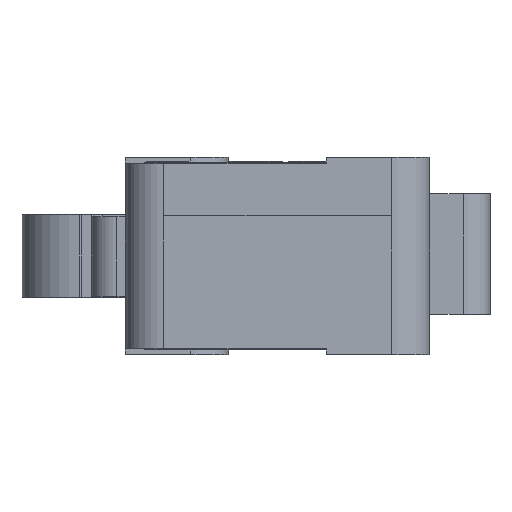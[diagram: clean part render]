
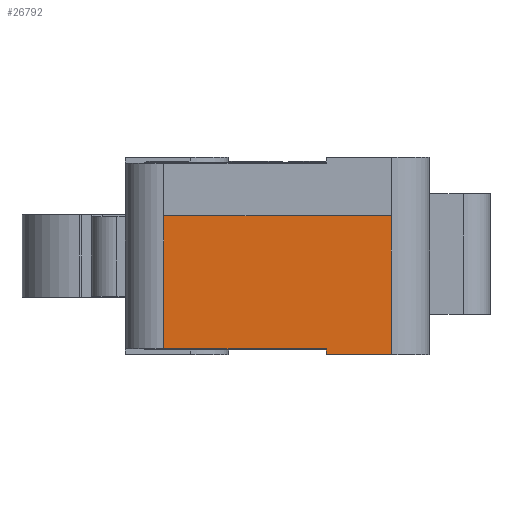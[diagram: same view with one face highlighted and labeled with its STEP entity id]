
A CAD part, left-side view. The second image highlights one B-rep face of the part: STEP entity #26792.
In plain terms, the highlighted planar face has unit normal (-1, 0, 0).
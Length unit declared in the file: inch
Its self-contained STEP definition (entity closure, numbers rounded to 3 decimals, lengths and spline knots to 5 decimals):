
#17091=CARTESIAN_POINT('',(-1.1378,0.25295,0.28543));
#17092=VERTEX_POINT('',#17091);
#17117=CARTESIAN_POINT('',(-1.1378,0.25295,0.01181));
#17118=VERTEX_POINT('',#17117);
#17126=CARTESIAN_POINT('',(-1.1378,0.25295,0.01181));
#17127=DIRECTION('',(0.0,0.0,1.0));
#17128=VECTOR('',#17127,0.27362);
#17129=LINE('',#17126,#17128);
#17130=EDGE_CURVE('',#17118,#17092,#17129,.T.);
#17162=CARTESIAN_POINT('',(-1.1378,-0.21555,0.28543));
#17163=VERTEX_POINT('',#17162);
#17164=CARTESIAN_POINT('',(-1.1378,-0.21555,0.28543));
#17165=DIRECTION('',(0.0,1.0,0.0));
#17166=VECTOR('',#17165,0.4685);
#17167=LINE('',#17164,#17166);
#17168=EDGE_CURVE('',#17163,#17092,#17167,.T.);
#17218=CARTESIAN_POINT('',(-1.1378,-0.21555,0.0));
#17219=VERTEX_POINT('',#17218);
#17220=CARTESIAN_POINT('',(-1.1378,-0.21555,0.0));
#17221=DIRECTION('',(0.0,0.0,1.0));
#17222=VECTOR('',#17221,0.28543);
#17223=LINE('',#17220,#17222);
#17224=EDGE_CURVE('',#17219,#17163,#17223,.T.);
#26399=CARTESIAN_POINT('',(-1.1378,-0.08169,0.01181));
#26400=VERTEX_POINT('',#26399);
#26408=CARTESIAN_POINT('',(-1.1378,-0.08169,0.0));
#26409=VERTEX_POINT('',#26408);
#26416=CARTESIAN_POINT('',(-1.1378,-0.08169,0.01181));
#26417=DIRECTION('',(0.0,0.0,-1.0));
#26418=VECTOR('',#26417,0.01181);
#26419=LINE('',#26416,#26418);
#26420=EDGE_CURVE('',#26400,#26409,#26419,.T.);
#26456=CARTESIAN_POINT('',(-1.1378,0.25295,0.01181));
#26457=DIRECTION('',(0.0,-1.0,0.0));
#26458=VECTOR('',#26457,0.33465);
#26459=LINE('',#26456,#26458);
#26460=EDGE_CURVE('',#17118,#26400,#26459,.T.);
#26528=CARTESIAN_POINT('',(-1.1378,-0.21555,0.0));
#26529=DIRECTION('',(0.0,1.0,0.0));
#26530=VECTOR('',#26529,0.13386);
#26531=LINE('',#26528,#26530);
#26532=EDGE_CURVE('',#17219,#26409,#26531,.T.);
#26779=CARTESIAN_POINT('',(-1.1378,-0.23898,-0.01427));
#26780=DIRECTION('',(-1.0,0.0,0.0));
#26781=DIRECTION('',(0.0,0.0,1.0));
#26782=AXIS2_PLACEMENT_3D('',#26779,#26780,#26781);
#26783=PLANE('',#26782);
#26784=ORIENTED_EDGE('',*,*,#17168,.T.);
#26785=ORIENTED_EDGE('',*,*,#17130,.F.);
#26786=ORIENTED_EDGE('',*,*,#26460,.T.);
#26787=ORIENTED_EDGE('',*,*,#26420,.T.);
#26788=ORIENTED_EDGE('',*,*,#26532,.F.);
#26789=ORIENTED_EDGE('',*,*,#17224,.T.);
#26790=EDGE_LOOP('',(#26784,#26785,#26786,#26787,#26788,#26789));
#26791=FACE_OUTER_BOUND('',#26790,.T.);
#26792=ADVANCED_FACE('',(#26791),#26783,.T.);
